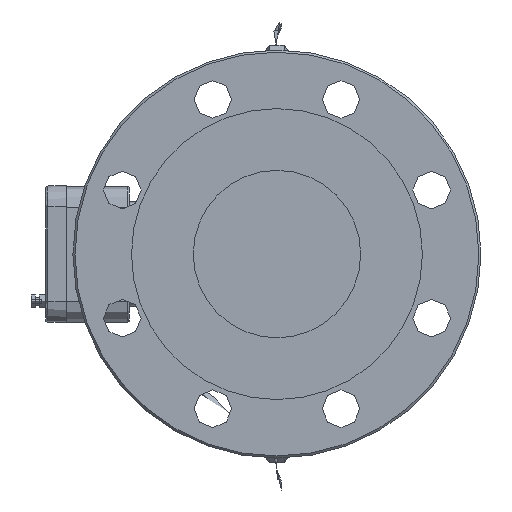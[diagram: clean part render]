
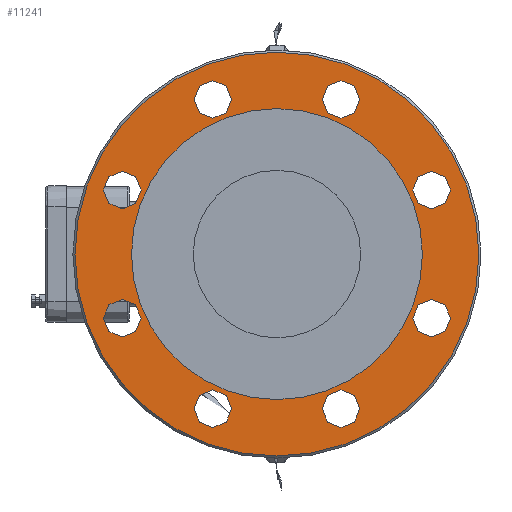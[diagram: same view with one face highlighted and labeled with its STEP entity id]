
A CAD part, left-side view. The second image highlights one B-rep face of the part: STEP entity #11241.
In plain terms, the highlighted planar face has unit normal (-1, 0, 0).
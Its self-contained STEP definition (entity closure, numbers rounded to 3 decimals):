
#2498=PLANE('',#11888);
#2924=FACE_BOUND('',#3658,.T.);
#2925=FACE_BOUND('',#3659,.T.);
#2926=FACE_BOUND('',#3660,.T.);
#2927=FACE_BOUND('',#3661,.T.);
#2928=FACE_BOUND('',#3662,.T.);
#2929=FACE_BOUND('',#3663,.T.);
#2930=FACE_BOUND('',#3664,.T.);
#2931=FACE_BOUND('',#3665,.T.);
#2932=FACE_BOUND('',#3666,.T.);
#3032=FACE_OUTER_BOUND('',#3657,.T.);
#3657=EDGE_LOOP('',(#7341));
#3658=EDGE_LOOP('',(#7342));
#3659=EDGE_LOOP('',(#7343));
#3660=EDGE_LOOP('',(#7344));
#3661=EDGE_LOOP('',(#7345));
#3662=EDGE_LOOP('',(#7346));
#3663=EDGE_LOOP('',(#7347));
#3664=EDGE_LOOP('',(#7348));
#3665=EDGE_LOOP('',(#7349));
#3666=EDGE_LOOP('',(#7350));
#4373=CIRCLE('',#11876,9.);
#4383=CIRCLE('',#11889,96.5);
#4384=CIRCLE('',#11890,9.);
#4385=CIRCLE('',#11891,9.);
#4386=CIRCLE('',#11892,9.);
#4387=CIRCLE('',#11893,9.);
#4388=CIRCLE('',#11894,69.5);
#4389=CIRCLE('',#11895,9.);
#4390=CIRCLE('',#11896,9.);
#4391=CIRCLE('',#11897,9.);
#4697=VERTEX_POINT('',#15815);
#4707=VERTEX_POINT('',#15838);
#4708=VERTEX_POINT('',#15840);
#4709=VERTEX_POINT('',#15842);
#4710=VERTEX_POINT('',#15844);
#4711=VERTEX_POINT('',#15846);
#4712=VERTEX_POINT('',#15848);
#4713=VERTEX_POINT('',#15850);
#4714=VERTEX_POINT('',#15852);
#4715=VERTEX_POINT('',#15854);
#5762=EDGE_CURVE('',#4697,#4697,#4373,.F.);
#5772=EDGE_CURVE('',#4707,#4707,#4383,.T.);
#5773=EDGE_CURVE('',#4708,#4708,#4384,.F.);
#5774=EDGE_CURVE('',#4709,#4709,#4385,.F.);
#5775=EDGE_CURVE('',#4710,#4710,#4386,.F.);
#5776=EDGE_CURVE('',#4711,#4711,#4387,.F.);
#5777=EDGE_CURVE('',#4712,#4712,#4388,.T.);
#5778=EDGE_CURVE('',#4713,#4713,#4389,.F.);
#5779=EDGE_CURVE('',#4714,#4714,#4390,.F.);
#5780=EDGE_CURVE('',#4715,#4715,#4391,.F.);
#7341=ORIENTED_EDGE('',*,*,#5772,.F.);
#7342=ORIENTED_EDGE('',*,*,#5773,.T.);
#7343=ORIENTED_EDGE('',*,*,#5774,.T.);
#7344=ORIENTED_EDGE('',*,*,#5775,.T.);
#7345=ORIENTED_EDGE('',*,*,#5776,.T.);
#7346=ORIENTED_EDGE('',*,*,#5777,.T.);
#7347=ORIENTED_EDGE('',*,*,#5778,.T.);
#7348=ORIENTED_EDGE('',*,*,#5779,.T.);
#7349=ORIENTED_EDGE('',*,*,#5780,.T.);
#7350=ORIENTED_EDGE('',*,*,#5762,.T.);
#11241=ADVANCED_FACE('',(#3032,#2924,#2925,#2926,#2927,#2928,#2929,#2930,
#2931,#2932),#2498,.T.);
#11876=AXIS2_PLACEMENT_3D('',#15816,#12802,#12803);
#11888=AXIS2_PLACEMENT_3D('',#15837,#12826,#12827);
#11889=AXIS2_PLACEMENT_3D('',#15839,#12828,#12829);
#11890=AXIS2_PLACEMENT_3D('',#15841,#12830,#12831);
#11891=AXIS2_PLACEMENT_3D('',#15843,#12832,#12833);
#11892=AXIS2_PLACEMENT_3D('',#15845,#12834,#12835);
#11893=AXIS2_PLACEMENT_3D('',#15847,#12836,#12837);
#11894=AXIS2_PLACEMENT_3D('',#15849,#12838,#12839);
#11895=AXIS2_PLACEMENT_3D('',#15851,#12840,#12841);
#11896=AXIS2_PLACEMENT_3D('',#15853,#12842,#12843);
#11897=AXIS2_PLACEMENT_3D('',#15855,#12844,#12845);
#12802=DIRECTION('center_axis',(-1.,0.,0.));
#12803=DIRECTION('ref_axis',(0.,1.,0.));
#12826=DIRECTION('center_axis',(-1.,0.,0.));
#12827=DIRECTION('ref_axis',(0.,1.,0.));
#12828=DIRECTION('center_axis',(1.,0.,0.));
#12829=DIRECTION('ref_axis',(0.,1.,0.));
#12830=DIRECTION('center_axis',(-1.,0.,0.));
#12831=DIRECTION('ref_axis',(0.,0.707,-0.707));
#12832=DIRECTION('center_axis',(-1.,0.,0.));
#12833=DIRECTION('ref_axis',(0.,-0.707,-0.707));
#12834=DIRECTION('center_axis',(-1.,0.,0.));
#12835=DIRECTION('ref_axis',(0.,-0.707,0.707));
#12836=DIRECTION('center_axis',(-1.,0.,0.));
#12837=DIRECTION('ref_axis',(0.,0.,1.));
#12838=DIRECTION('center_axis',(1.,0.,0.));
#12839=DIRECTION('ref_axis',(0.,1.,0.));
#12840=DIRECTION('center_axis',(-1.,0.,0.));
#12841=DIRECTION('ref_axis',(0.,0.707,0.707));
#12842=DIRECTION('center_axis',(-1.,0.,0.));
#12843=DIRECTION('ref_axis',(0.,-1.,0.));
#12844=DIRECTION('center_axis',(-1.,0.,0.));
#12845=DIRECTION('ref_axis',(0.,0.,-1.));
#15815=CARTESIAN_POINT('',(-347.,-21.615,-73.91));
#15816=CARTESIAN_POINT('Origin',(-347.,-30.615,-73.91));
#15837=CARTESIAN_POINT('Origin',(-347.,0.,0.));
#15838=CARTESIAN_POINT('',(-347.,96.5,0.));
#15839=CARTESIAN_POINT('Origin',(-347.,0.,0.));
#15840=CARTESIAN_POINT('',(-347.,-67.546,-36.979));
#15841=CARTESIAN_POINT('Origin',(-347.,-73.91,-30.615));
#15842=CARTESIAN_POINT('',(-347.,-36.979,67.546));
#15843=CARTESIAN_POINT('Origin',(-347.,-30.615,73.91));
#15844=CARTESIAN_POINT('',(-347.,67.546,36.979));
#15845=CARTESIAN_POINT('Origin',(-347.,73.91,30.615));
#15846=CARTESIAN_POINT('',(-347.,73.91,-21.615));
#15847=CARTESIAN_POINT('Origin',(-347.,73.91,-30.615));
#15848=CARTESIAN_POINT('',(-347.,69.5,0.));
#15849=CARTESIAN_POINT('Origin',(-347.,0.,0.));
#15850=CARTESIAN_POINT('',(-347.,36.979,-67.546));
#15851=CARTESIAN_POINT('Origin',(-347.,30.615,-73.91));
#15852=CARTESIAN_POINT('',(-347.,21.615,73.91));
#15853=CARTESIAN_POINT('Origin',(-347.,30.615,73.91));
#15854=CARTESIAN_POINT('',(-347.,-73.91,21.615));
#15855=CARTESIAN_POINT('Origin',(-347.,-73.91,30.615));
